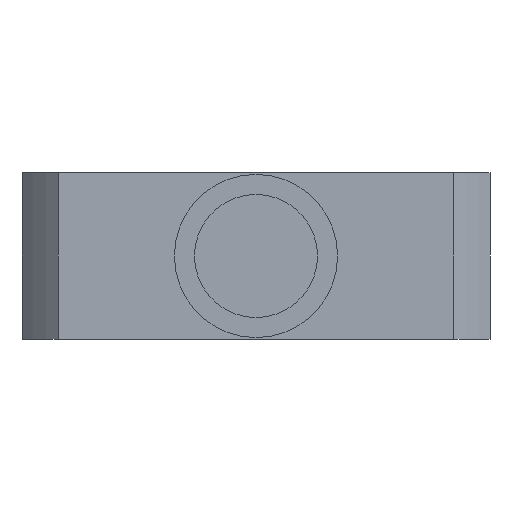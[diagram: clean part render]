
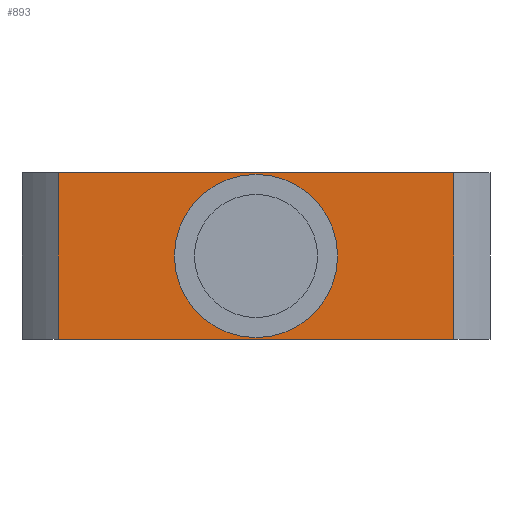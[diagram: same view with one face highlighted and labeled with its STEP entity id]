
A CAD part, left-side view. The second image highlights one B-rep face of the part: STEP entity #893.
In plain terms, the highlighted planar face has unit normal (-1, 0, 0).
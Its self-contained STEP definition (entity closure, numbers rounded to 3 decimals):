
#16 = LINE ( 'NONE', #1142, #65 ) ;
#17 = LINE ( 'NONE', #1171, #74 ) ;
#54 = FACE_OUTER_BOUND ( 'NONE', #277, .T. ) ;
#65 = VECTOR ( 'NONE', #1302, 1000. ) ;
#74 = VECTOR ( 'NONE', #1159, 1000. ) ;
#80 = VECTOR ( 'NONE', #1296, 1000. ) ;
#86 = LINE ( 'NONE', #1168, #80 ) ;
#103 = FACE_BOUND ( 'NONE', #424, .T. ) ;
#260 = CIRCLE ( 'NONE', #609, 13.25 ) ;
#261 = CIRCLE ( 'NONE', #562, 13.25 ) ;
#263 = LINE ( 'NONE', #742, #267 ) ;
#267 = VECTOR ( 'NONE', #791, 1000. ) ;
#277 = EDGE_LOOP ( 'NONE', ( #384, #454, #468, #337 ) ) ;
#337 = ORIENTED_EDGE ( 'NONE', *, *, #566, .F. ) ;
#376 = ORIENTED_EDGE ( 'NONE', *, *, #993, .F. ) ;
#384 = ORIENTED_EDGE ( 'NONE', *, *, #571, .F. ) ;
#424 = EDGE_LOOP ( 'NONE', ( #465, #376 ) ) ;
#454 = ORIENTED_EDGE ( 'NONE', *, *, #1001, .T. ) ;
#465 = ORIENTED_EDGE ( 'NONE', *, *, #991, .F. ) ;
#468 = ORIENTED_EDGE ( 'NONE', *, *, #573, .F. ) ;
#562 = AXIS2_PLACEMENT_3D ( 'NONE', #695, #760, #730 ) ;
#566 = EDGE_CURVE ( 'NONE', #1232, #1276, #17, .T. ) ;
#571 = EDGE_CURVE ( 'NONE', #1349, #1232, #86, .T. ) ;
#573 = EDGE_CURVE ( 'NONE', #1276, #1258, #16, .T. ) ;
#579 = AXIS2_PLACEMENT_3D ( 'NONE', #1124, #1132, #1131 ) ;
#609 = AXIS2_PLACEMENT_3D ( 'NONE', #797, #690, #738 ) ;
#690 = DIRECTION ( 'NONE',  ( -1., 0., 0. ) ) ;
#695 = CARTESIAN_POINT ( 'NONE',  ( -38., 0., 13.5 ) ) ;
#700 = CARTESIAN_POINT ( 'NONE',  ( -38., 32.11, 0. ) ) ;
#720 = CARTESIAN_POINT ( 'NONE',  ( -38., -32.11, 0. ) ) ;
#730 = DIRECTION ( 'NONE',  ( 0., 1., 0. ) ) ;
#738 = DIRECTION ( 'NONE',  ( 0., 1., 0. ) ) ;
#742 = CARTESIAN_POINT ( 'NONE',  ( -38., 38., 0. ) ) ;
#760 = DIRECTION ( 'NONE',  ( -1., 0., 0. ) ) ;
#785 = CARTESIAN_POINT ( 'NONE',  ( -38., 0., 26.75 ) ) ;
#791 = DIRECTION ( 'NONE',  ( 0., -1., 0. ) ) ;
#797 = CARTESIAN_POINT ( 'NONE',  ( -38., 0., 13.5 ) ) ;
#840 = CARTESIAN_POINT ( 'NONE',  ( -38., 0., 0.25 ) ) ;
#861 = CARTESIAN_POINT ( 'NONE',  ( -38., 32.11, 27. ) ) ;
#876 = CARTESIAN_POINT ( 'NONE',  ( -38., -32.11, 27. ) ) ;
#893 = ADVANCED_FACE ( 'NONE', ( #54, #103 ), #1138, .F. ) ;
#991 = EDGE_CURVE ( 'NONE', #1312, #1274, #260, .T. ) ;
#993 = EDGE_CURVE ( 'NONE', #1274, #1312, #261, .T. ) ;
#1001 = EDGE_CURVE ( 'NONE', #1349, #1258, #263, .T. ) ;
#1124 = CARTESIAN_POINT ( 'NONE',  ( -38., 38., 27. ) ) ;
#1131 = DIRECTION ( 'NONE',  ( 0., 1., 0. ) ) ;
#1132 = DIRECTION ( 'NONE',  ( 1., 0., 0. ) ) ;
#1138 = PLANE ( 'NONE',  #579 ) ;
#1142 = CARTESIAN_POINT ( 'NONE',  ( -38., -32.11, 0. ) ) ;
#1159 = DIRECTION ( 'NONE',  ( 0., -1., 0. ) ) ;
#1168 = CARTESIAN_POINT ( 'NONE',  ( -38., 32.11, 0. ) ) ;
#1171 = CARTESIAN_POINT ( 'NONE',  ( -38., 38., 27. ) ) ;
#1232 = VERTEX_POINT ( 'NONE', #861 ) ;
#1258 = VERTEX_POINT ( 'NONE', #720 ) ;
#1274 = VERTEX_POINT ( 'NONE', #785 ) ;
#1276 = VERTEX_POINT ( 'NONE', #876 ) ;
#1296 = DIRECTION ( 'NONE',  ( 0., 0., 1. ) ) ;
#1302 = DIRECTION ( 'NONE',  ( 0., 0., -1. ) ) ;
#1312 = VERTEX_POINT ( 'NONE', #840 ) ;
#1349 = VERTEX_POINT ( 'NONE', #700 ) ;
